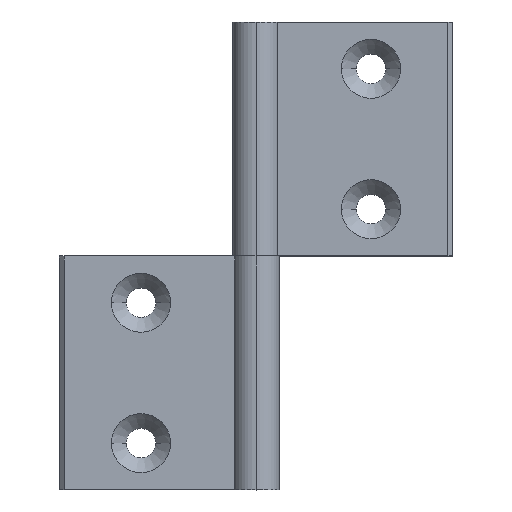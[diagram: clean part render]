
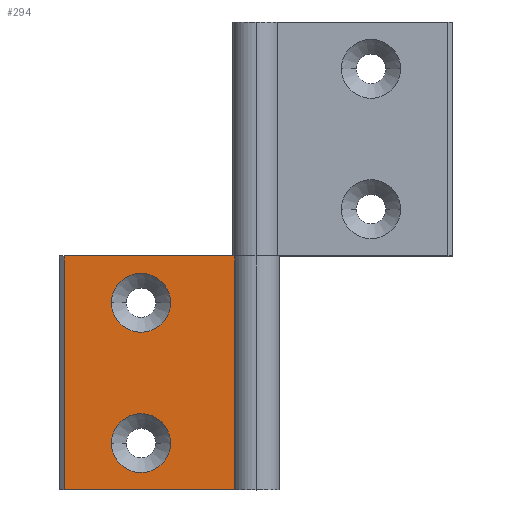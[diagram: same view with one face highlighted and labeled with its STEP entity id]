
A CAD part, top view. The second image highlights one B-rep face of the part: STEP entity #294.
In plain terms, the highlighted planar face has unit normal (0, 0, 1).
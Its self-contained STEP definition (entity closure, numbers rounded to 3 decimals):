
#6 = PLANE ( 'NONE',  #976 ) ;
#7 = CARTESIAN_POINT ( 'NONE',  ( -41., 25., 2. ) ) ;
#12 = DIRECTION ( 'NONE',  ( 1., 0., 0. ) ) ;
#30 = CARTESIAN_POINT ( 'NONE',  ( -24.583, 15., 2. ) ) ;
#53 = CARTESIAN_POINT ( 'NONE',  ( -30.883, 15., 2. ) ) ;
#54 = DIRECTION ( 'NONE',  ( 0., 0., 1. ) ) ;
#67 = VERTEX_POINT ( 'NONE', #1255 ) ;
#77 = VERTEX_POINT ( 'NONE', #53 ) ;
#94 = CARTESIAN_POINT ( 'NONE',  ( -18.283, 15., 2. ) ) ;
#106 = EDGE_LOOP ( 'NONE', ( #136, #1120 ) ) ;
#129 = ORIENTED_EDGE ( 'NONE', *, *, #673, .F. ) ;
#136 = ORIENTED_EDGE ( 'NONE', *, *, #402, .F. ) ;
#157 = CARTESIAN_POINT ( 'NONE',  ( -41., -25., 2. ) ) ;
#163 = AXIS2_PLACEMENT_3D ( 'NONE', #30, #54, #1046 ) ;
#185 = CARTESIAN_POINT ( 'NONE',  ( -4.583, 25., 2. ) ) ;
#203 = DIRECTION ( 'NONE',  ( 0., 0., 1. ) ) ;
#211 = DIRECTION ( 'NONE',  ( 0., 0., -1. ) ) ;
#227 = EDGE_CURVE ( 'NONE', #903, #463, #388, .T. ) ;
#230 = VERTEX_POINT ( 'NONE', #94 ) ;
#282 = CARTESIAN_POINT ( 'NONE',  ( -41., 25., 2. ) ) ;
#289 = DIRECTION ( 'NONE',  ( 0., -1., 0. ) ) ;
#294 = ADVANCED_FACE ( 'NONE', ( #921, #910, #1192 ), #6, .F. ) ;
#297 = VECTOR ( 'NONE', #289, 1000. ) ;
#319 = EDGE_CURVE ( 'NONE', #230, #77, #486, .T. ) ;
#329 = ORIENTED_EDGE ( 'NONE', *, *, #592, .T. ) ;
#338 = CIRCLE ( 'NONE', #507, 6.3 ) ;
#370 = EDGE_CURVE ( 'NONE', #67, #503, #338, .T. ) ;
#386 = EDGE_CURVE ( 'NONE', #903, #1036, #1287, .T. ) ;
#388 = LINE ( 'NONE', #282, #584 ) ;
#402 = EDGE_CURVE ( 'NONE', #503, #67, #528, .T. ) ;
#407 = DIRECTION ( 'NONE',  ( 0., 0., 1. ) ) ;
#434 = DIRECTION ( 'NONE',  ( 1., 0., 0. ) ) ;
#450 = DIRECTION ( 'NONE',  ( 1., 0., 0. ) ) ;
#463 = VERTEX_POINT ( 'NONE', #755 ) ;
#486 = CIRCLE ( 'NONE', #565, 6.3 ) ;
#489 = LINE ( 'NONE', #185, #297 ) ;
#503 = VERTEX_POINT ( 'NONE', #1238 ) ;
#507 = AXIS2_PLACEMENT_3D ( 'NONE', #614, #203, #12 ) ;
#528 = CIRCLE ( 'NONE', #1253, 6.3 ) ;
#565 = AXIS2_PLACEMENT_3D ( 'NONE', #992, #407, #1093 ) ;
#584 = VECTOR ( 'NONE', #792, 1000. ) ;
#592 = EDGE_CURVE ( 'NONE', #463, #1085, #843, .T. ) ;
#606 = EDGE_CURVE ( 'NONE', #77, #230, #1210, .T. ) ;
#614 = CARTESIAN_POINT ( 'NONE',  ( -24.583, -15., 2. ) ) ;
#673 = EDGE_CURVE ( 'NONE', #1036, #1085, #489, .T. ) ;
#755 = CARTESIAN_POINT ( 'NONE',  ( -41., -25., 2. ) ) ;
#792 = DIRECTION ( 'NONE',  ( 0., -1., 0. ) ) ;
#817 = ORIENTED_EDGE ( 'NONE', *, *, #386, .F. ) ;
#843 = LINE ( 'NONE', #157, #1105 ) ;
#864 = DIRECTION ( 'NONE',  ( 1., 0., 0. ) ) ;
#903 = VERTEX_POINT ( 'NONE', #7 ) ;
#910 = FACE_BOUND ( 'NONE', #106, .T. ) ;
#921 = FACE_BOUND ( 'NONE', #1078, .T. ) ;
#937 = DIRECTION ( 'NONE',  ( 0., 0., 1. ) ) ;
#939 = VECTOR ( 'NONE', #434, 1000. ) ;
#976 = AXIS2_PLACEMENT_3D ( 'NONE', #1006, #211, #1204 ) ;
#979 = ORIENTED_EDGE ( 'NONE', *, *, #319, .F. ) ;
#989 = CARTESIAN_POINT ( 'NONE',  ( -4.583, -25., 2. ) ) ;
#992 = CARTESIAN_POINT ( 'NONE',  ( -24.583, 15., 2. ) ) ;
#1006 = CARTESIAN_POINT ( 'NONE',  ( -41., 25., 2. ) ) ;
#1036 = VERTEX_POINT ( 'NONE', #1179 ) ;
#1046 = DIRECTION ( 'NONE',  ( 1., 0., 0. ) ) ;
#1078 = EDGE_LOOP ( 'NONE', ( #979, #1267 ) ) ;
#1085 = VERTEX_POINT ( 'NONE', #989 ) ;
#1093 = DIRECTION ( 'NONE',  ( 1., 0., 0. ) ) ;
#1105 = VECTOR ( 'NONE', #864, 1000. ) ;
#1120 = ORIENTED_EDGE ( 'NONE', *, *, #370, .F. ) ;
#1140 = CARTESIAN_POINT ( 'NONE',  ( -41., 25., 2. ) ) ;
#1179 = CARTESIAN_POINT ( 'NONE',  ( -4.583, 25., 2. ) ) ;
#1180 = ORIENTED_EDGE ( 'NONE', *, *, #227, .T. ) ;
#1192 = FACE_OUTER_BOUND ( 'NONE', #1261, .T. ) ;
#1204 = DIRECTION ( 'NONE',  ( -1., 0., 0. ) ) ;
#1210 = CIRCLE ( 'NONE', #163, 6.3 ) ;
#1238 = CARTESIAN_POINT ( 'NONE',  ( -18.283, -15., 2. ) ) ;
#1245 = CARTESIAN_POINT ( 'NONE',  ( -24.583, -15., 2. ) ) ;
#1253 = AXIS2_PLACEMENT_3D ( 'NONE', #1245, #937, #450 ) ;
#1255 = CARTESIAN_POINT ( 'NONE',  ( -30.883, -15., 2. ) ) ;
#1261 = EDGE_LOOP ( 'NONE', ( #329, #129, #817, #1180 ) ) ;
#1267 = ORIENTED_EDGE ( 'NONE', *, *, #606, .F. ) ;
#1287 = LINE ( 'NONE', #1140, #939 ) ;
